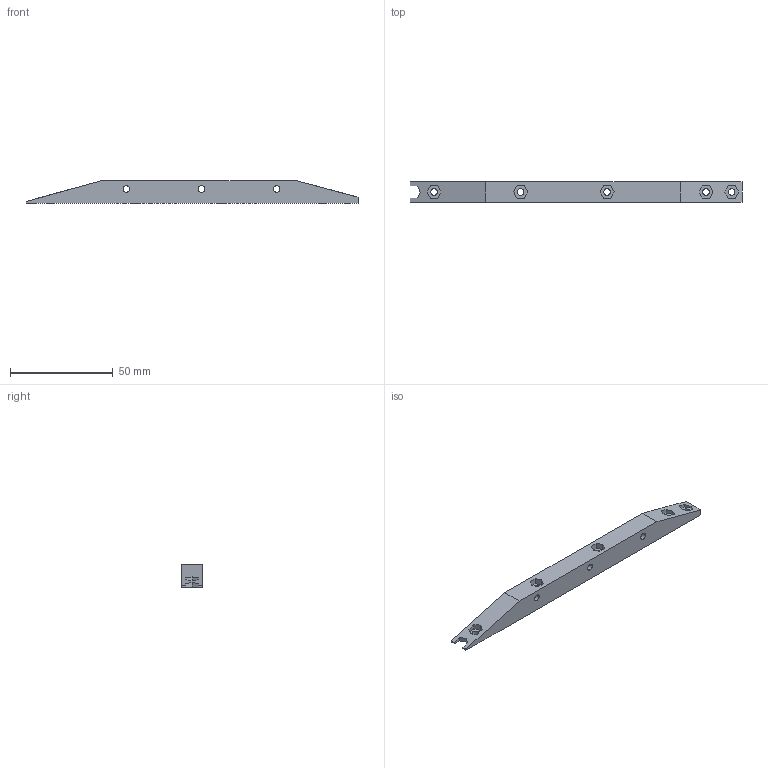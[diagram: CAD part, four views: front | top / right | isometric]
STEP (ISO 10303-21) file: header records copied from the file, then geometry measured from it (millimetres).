
FILE_DESCRIPTION(/* description */ (''),/* implementation_level */ '2;1');
FILE_NAME(/* name */ 'wheel_support_v2.stp',/* time_stamp */ '2018-01-17T15:37:05+01:00',/* author */ ('poryz'),/* organization */ (''),/* preprocessor_version */ 'ST-DEVELOPER v17',/* originating_system */ 'Autodesk Inventor 2018',/* authorisation */ '');
FILE_SCHEMA (('AUTOMOTIVE_DESIGN { 1 0 10303 214 3 1 1 }'));
Length unit declared in the file: millimetre
Products named in the file (1): wheel_support_v2
Bounding box: 161.2 x 10 x 11 mm (x, y, z)
Volume: 13815.4 mm3; surface area: 6874.3 mm2
Topology: 1 solids, 1 shells, 56 faces, 147 edges, 98 vertices
Faces by surface type: plane 48, cylinder 8
Full cylindrical faces by diameter (mm): 3.2 x8
Entity records: 1778 total; most frequent: CARTESIAN_POINT 302, ORIENTED_EDGE 294, DIRECTION 277, EDGE_CURVE 147, LINE 131, VECTOR 131, VERTEX_POINT 98, EDGE_LOOP 77
